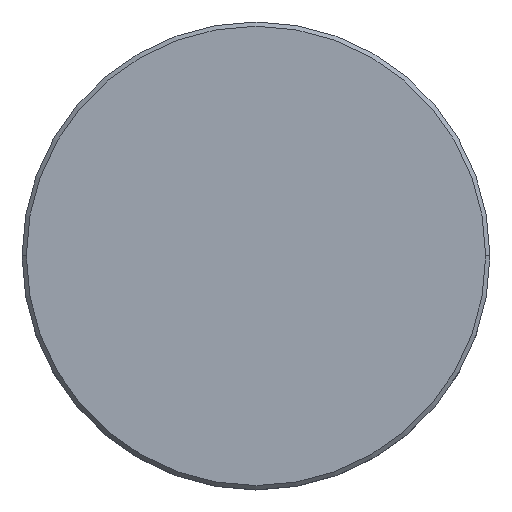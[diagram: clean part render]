
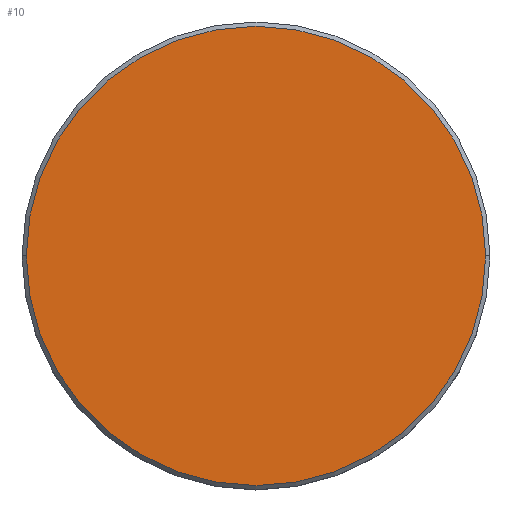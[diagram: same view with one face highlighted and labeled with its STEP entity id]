
A CAD part, top view. The second image highlights one B-rep face of the part: STEP entity #10.
In plain terms, the highlighted planar face has unit normal (0, 0, 1).
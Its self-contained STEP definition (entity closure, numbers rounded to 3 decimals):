
#8 = FACE_OUTER_BOUND ( 'NONE', #32, .T. ) ;
#10 = ADVANCED_FACE ( 'NONE', ( #8 ), #987, .T. ) ;
#32 = EDGE_LOOP ( 'NONE', ( #521, #421 ) ) ;
#104 = DIRECTION ( 'NONE',  ( 0., 0., 1. ) ) ;
#152 = DIRECTION ( 'NONE',  ( 1., 0., 0. ) ) ;
#186 = CARTESIAN_POINT ( 'NONE',  ( 0., 0., 0. ) ) ;
#231 = VERTEX_POINT ( 'NONE', #939 ) ;
#239 = CARTESIAN_POINT ( 'NONE',  ( 0., 0., 0. ) ) ;
#298 = AXIS2_PLACEMENT_3D ( 'NONE', #772, #346, #699 ) ;
#302 = VERTEX_POINT ( 'NONE', #826 ) ;
#346 = DIRECTION ( 'NONE',  ( 0., 0., 1. ) ) ;
#350 = CIRCLE ( 'NONE', #298, 27. ) ;
#421 = ORIENTED_EDGE ( 'NONE', *, *, #678, .T. ) ;
#427 = DIRECTION ( 'NONE',  ( 1., 0., 0. ) ) ;
#498 = EDGE_CURVE ( 'NONE', #231, #302, #870, .T. ) ;
#521 = ORIENTED_EDGE ( 'NONE', *, *, #498, .T. ) ;
#559 = DIRECTION ( 'NONE',  ( 0., 0., 1. ) ) ;
#678 = EDGE_CURVE ( 'NONE', #302, #231, #350, .T. ) ;
#699 = DIRECTION ( 'NONE',  ( 1., 0., 0. ) ) ;
#721 = AXIS2_PLACEMENT_3D ( 'NONE', #186, #104, #427 ) ;
#772 = CARTESIAN_POINT ( 'NONE',  ( 0., 0., 0. ) ) ;
#826 = CARTESIAN_POINT ( 'NONE',  ( 27., 0., 0. ) ) ;
#870 = CIRCLE ( 'NONE', #996, 27. ) ;
#939 = CARTESIAN_POINT ( 'NONE',  ( -27., 0., 0. ) ) ;
#987 = PLANE ( 'NONE',  #721 ) ;
#996 = AXIS2_PLACEMENT_3D ( 'NONE', #239, #559, #152 ) ;
